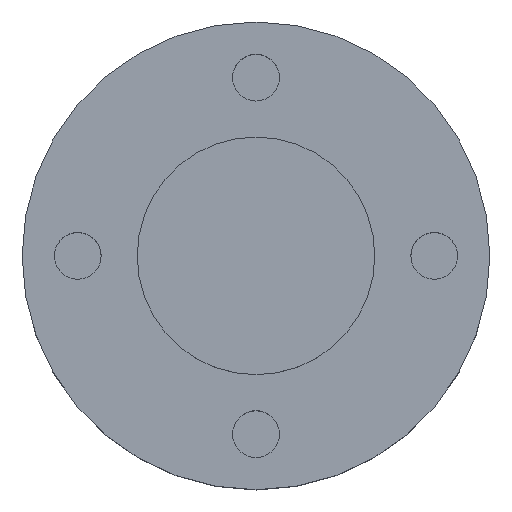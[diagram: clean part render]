
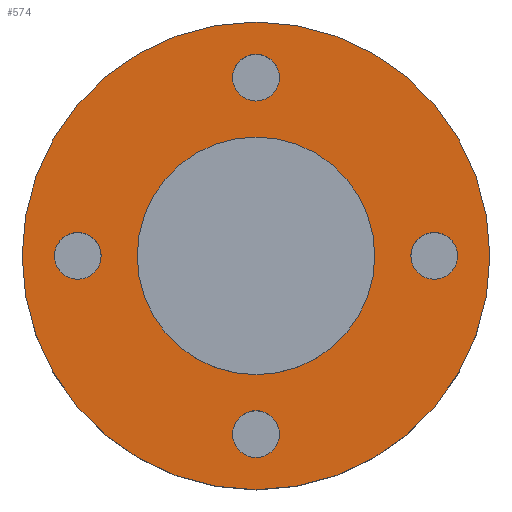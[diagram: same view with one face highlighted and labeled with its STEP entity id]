
A CAD part, top view. The second image highlights one B-rep face of the part: STEP entity #574.
In plain terms, the highlighted planar face has unit normal (0, 0, 1).
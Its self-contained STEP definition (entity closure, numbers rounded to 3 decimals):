
#6 = EDGE_CURVE ( 'NONE', #687, #655, #1066, .T. ) ;
#8 = CARTESIAN_POINT ( 'NONE',  ( -21.55, 0., 80. ) ) ;
#13 = DIRECTION ( 'NONE',  ( 1., 0., 0. ) ) ;
#26 = DIRECTION ( 'NONE',  ( 0., 0., 1. ) ) ;
#28 = DIRECTION ( 'NONE',  ( 1., 0., 0. ) ) ;
#37 = CARTESIAN_POINT ( 'NONE',  ( 0., 0., 80. ) ) ;
#51 = EDGE_CURVE ( 'NONE', #502, #1046, #201, .T. ) ;
#57 = EDGE_CURVE ( 'NONE', #1073, #74, #1034, .T. ) ;
#59 = DIRECTION ( 'NONE',  ( 1., 0., 0. ) ) ;
#61 = AXIS2_PLACEMENT_3D ( 'NONE', #328, #703, #13 ) ;
#74 = VERTEX_POINT ( 'NONE', #910 ) ;
#78 = CARTESIAN_POINT ( 'NONE',  ( 2.5, 19.05, 80. ) ) ;
#97 = ORIENTED_EDGE ( 'NONE', *, *, #551, .F. ) ;
#104 = VERTEX_POINT ( 'NONE', #8 ) ;
#110 = ORIENTED_EDGE ( 'NONE', *, *, #677, .F. ) ;
#125 = VERTEX_POINT ( 'NONE', #209 ) ;
#142 = DIRECTION ( 'NONE',  ( -1., 0., 0. ) ) ;
#149 = DIRECTION ( 'NONE',  ( 1., 0., 0. ) ) ;
#157 = DIRECTION ( 'NONE',  ( 0., 0., 1. ) ) ;
#182 = DIRECTION ( 'NONE',  ( 1., 0., 0. ) ) ;
#183 = CARTESIAN_POINT ( 'NONE',  ( -25., 0., 80. ) ) ;
#186 = ORIENTED_EDGE ( 'NONE', *, *, #6, .F. ) ;
#193 = ORIENTED_EDGE ( 'NONE', *, *, #403, .F. ) ;
#195 = CIRCLE ( 'NONE', #414, 2.5 ) ;
#201 = CIRCLE ( 'NONE', #1021, 25. ) ;
#209 = CARTESIAN_POINT ( 'NONE',  ( -12.7, 0., 80. ) ) ;
#210 = AXIS2_PLACEMENT_3D ( 'NONE', #37, #546, #1237 ) ;
#216 = ORIENTED_EDGE ( 'NONE', *, *, #723, .F. ) ;
#232 = FACE_BOUND ( 'NONE', #1292, .T. ) ;
#249 = DIRECTION ( 'NONE',  ( 0., 0., 1. ) ) ;
#264 = ORIENTED_EDGE ( 'NONE', *, *, #940, .F. ) ;
#279 = EDGE_LOOP ( 'NONE', ( #601, #193 ) ) ;
#297 = CIRCLE ( 'NONE', #975, 2.5 ) ;
#299 = CARTESIAN_POINT ( 'NONE',  ( 25., 0., 80. ) ) ;
#328 = CARTESIAN_POINT ( 'NONE',  ( 19.05, 0., 80. ) ) ;
#330 = EDGE_LOOP ( 'NONE', ( #216, #799 ) ) ;
#335 = AXIS2_PLACEMENT_3D ( 'NONE', #1010, #1019, #805 ) ;
#355 = CARTESIAN_POINT ( 'NONE',  ( 16.55, 0., 80. ) ) ;
#358 = EDGE_CURVE ( 'NONE', #427, #581, #297, .T. ) ;
#376 = DIRECTION ( 'NONE',  ( 1., 0., 0. ) ) ;
#380 = EDGE_LOOP ( 'NONE', ( #186, #97 ) ) ;
#403 = EDGE_CURVE ( 'NONE', #581, #427, #676, .T. ) ;
#414 = AXIS2_PLACEMENT_3D ( 'NONE', #952, #552, #758 ) ;
#427 = VERTEX_POINT ( 'NONE', #78 ) ;
#451 = CARTESIAN_POINT ( 'NONE',  ( 19.05, 0., 80. ) ) ;
#457 = EDGE_CURVE ( 'NONE', #104, #596, #1203, .T. ) ;
#473 = CARTESIAN_POINT ( 'NONE',  ( -19.05, 0., 80. ) ) ;
#502 = VERTEX_POINT ( 'NONE', #299 ) ;
#506 = AXIS2_PLACEMENT_3D ( 'NONE', #638, #640, #142 ) ;
#535 = CARTESIAN_POINT ( 'NONE',  ( 0., 19.05, 80. ) ) ;
#546 = DIRECTION ( 'NONE',  ( 0., 0., 1. ) ) ;
#549 = PLANE ( 'NONE',  #1199 ) ;
#551 = EDGE_CURVE ( 'NONE', #655, #687, #1107, .T. ) ;
#552 = DIRECTION ( 'NONE',  ( 0., 0., 1. ) ) ;
#563 = EDGE_LOOP ( 'NONE', ( #1287, #828 ) ) ;
#567 = CARTESIAN_POINT ( 'NONE',  ( 2.5, -19.05, 80. ) ) ;
#574 = ADVANCED_FACE ( 'NONE', ( #1224, #667, #1165, #894, #232, #959 ), #549, .T. ) ;
#577 = AXIS2_PLACEMENT_3D ( 'NONE', #1152, #157, #59 ) ;
#581 = VERTEX_POINT ( 'NONE', #738 ) ;
#595 = CIRCLE ( 'NONE', #577, 2.5 ) ;
#596 = VERTEX_POINT ( 'NONE', #1240 ) ;
#601 = ORIENTED_EDGE ( 'NONE', *, *, #358, .F. ) ;
#621 = CARTESIAN_POINT ( 'NONE',  ( 0., 0., 80. ) ) ;
#627 = AXIS2_PLACEMENT_3D ( 'NONE', #735, #1044, #1220 ) ;
#638 = CARTESIAN_POINT ( 'NONE',  ( 0., 0., 80. ) ) ;
#640 = DIRECTION ( 'NONE',  ( 0., 0., -1. ) ) ;
#655 = VERTEX_POINT ( 'NONE', #355 ) ;
#667 = FACE_BOUND ( 'NONE', #563, .T. ) ;
#676 = CIRCLE ( 'NONE', #774, 2.5 ) ;
#677 = EDGE_CURVE ( 'NONE', #596, #104, #595, .T. ) ;
#687 = VERTEX_POINT ( 'NONE', #754 ) ;
#703 = DIRECTION ( 'NONE',  ( 0., 0., 1. ) ) ;
#709 = DIRECTION ( 'NONE',  ( 0., 0., -1. ) ) ;
#723 = EDGE_CURVE ( 'NONE', #1046, #502, #1255, .T. ) ;
#735 = CARTESIAN_POINT ( 'NONE',  ( 0., 0., 80. ) ) ;
#738 = CARTESIAN_POINT ( 'NONE',  ( -2.5, 19.05, 80. ) ) ;
#754 = CARTESIAN_POINT ( 'NONE',  ( 21.55, 0., 80. ) ) ;
#758 = DIRECTION ( 'NONE',  ( 1., 0., 0. ) ) ;
#763 = CARTESIAN_POINT ( 'NONE',  ( 0., 19.05, 80. ) ) ;
#774 = AXIS2_PLACEMENT_3D ( 'NONE', #763, #1182, #182 ) ;
#799 = ORIENTED_EDGE ( 'NONE', *, *, #51, .F. ) ;
#804 = CIRCLE ( 'NONE', #627, 12.7 ) ;
#805 = DIRECTION ( 'NONE',  ( 1., 0., 0. ) ) ;
#828 = ORIENTED_EDGE ( 'NONE', *, *, #1230, .F. ) ;
#839 = AXIS2_PLACEMENT_3D ( 'NONE', #473, #1272, #376 ) ;
#862 = VERTEX_POINT ( 'NONE', #1038 ) ;
#894 = FACE_BOUND ( 'NONE', #279, .T. ) ;
#899 = AXIS2_PLACEMENT_3D ( 'NONE', #451, #931, #149 ) ;
#901 = DIRECTION ( 'NONE',  ( -1., 0., 0. ) ) ;
#910 = CARTESIAN_POINT ( 'NONE',  ( -2.5, -19.05, 80. ) ) ;
#931 = DIRECTION ( 'NONE',  ( 0., 0., 1. ) ) ;
#938 = EDGE_CURVE ( 'NONE', #125, #862, #804, .T. ) ;
#940 = EDGE_CURVE ( 'NONE', #862, #125, #1081, .T. ) ;
#952 = CARTESIAN_POINT ( 'NONE',  ( 0., -19.05, 80. ) ) ;
#959 = FACE_OUTER_BOUND ( 'NONE', #330, .T. ) ;
#975 = AXIS2_PLACEMENT_3D ( 'NONE', #535, #26, #1119 ) ;
#987 = EDGE_LOOP ( 'NONE', ( #110, #1156 ) ) ;
#1010 = CARTESIAN_POINT ( 'NONE',  ( 0., -19.05, 80. ) ) ;
#1019 = DIRECTION ( 'NONE',  ( 0., 0., 1. ) ) ;
#1021 = AXIS2_PLACEMENT_3D ( 'NONE', #621, #709, #901 ) ;
#1034 = CIRCLE ( 'NONE', #335, 2.5 ) ;
#1038 = CARTESIAN_POINT ( 'NONE',  ( 12.7, 0., 80. ) ) ;
#1044 = DIRECTION ( 'NONE',  ( 0., 0., 1. ) ) ;
#1046 = VERTEX_POINT ( 'NONE', #183 ) ;
#1066 = CIRCLE ( 'NONE', #61, 2.5 ) ;
#1073 = VERTEX_POINT ( 'NONE', #567 ) ;
#1079 = ORIENTED_EDGE ( 'NONE', *, *, #938, .F. ) ;
#1081 = CIRCLE ( 'NONE', #210, 12.7 ) ;
#1107 = CIRCLE ( 'NONE', #899, 2.5 ) ;
#1119 = DIRECTION ( 'NONE',  ( 1., 0., 0. ) ) ;
#1145 = CARTESIAN_POINT ( 'NONE',  ( 25., 0., 80. ) ) ;
#1152 = CARTESIAN_POINT ( 'NONE',  ( -19.05, 0., 80. ) ) ;
#1156 = ORIENTED_EDGE ( 'NONE', *, *, #457, .F. ) ;
#1165 = FACE_BOUND ( 'NONE', #380, .T. ) ;
#1182 = DIRECTION ( 'NONE',  ( 0., 0., 1. ) ) ;
#1199 = AXIS2_PLACEMENT_3D ( 'NONE', #1145, #249, #28 ) ;
#1203 = CIRCLE ( 'NONE', #839, 2.5 ) ;
#1220 = DIRECTION ( 'NONE',  ( 1., 0., 0. ) ) ;
#1224 = FACE_BOUND ( 'NONE', #987, .T. ) ;
#1230 = EDGE_CURVE ( 'NONE', #74, #1073, #195, .T. ) ;
#1237 = DIRECTION ( 'NONE',  ( 1., 0., 0. ) ) ;
#1240 = CARTESIAN_POINT ( 'NONE',  ( -16.55, 0., 80. ) ) ;
#1255 = CIRCLE ( 'NONE', #506, 25. ) ;
#1272 = DIRECTION ( 'NONE',  ( 0., 0., 1. ) ) ;
#1287 = ORIENTED_EDGE ( 'NONE', *, *, #57, .F. ) ;
#1292 = EDGE_LOOP ( 'NONE', ( #1079, #264 ) ) ;
